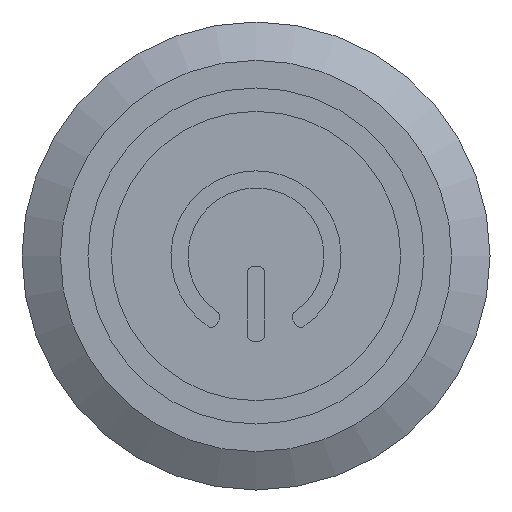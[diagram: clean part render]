
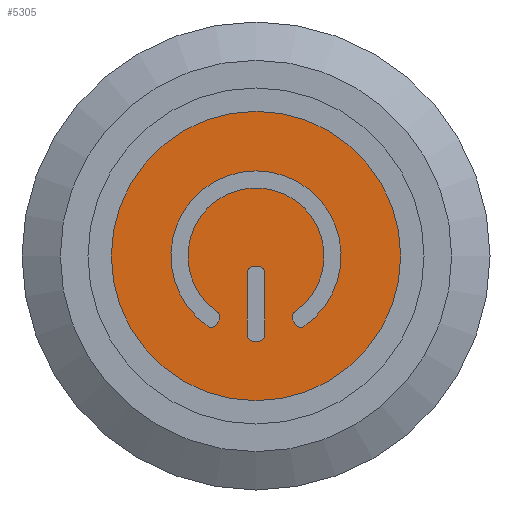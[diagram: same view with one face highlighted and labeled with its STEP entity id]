
A CAD part, left-side view. The second image highlights one B-rep face of the part: STEP entity #5305.
In plain terms, the highlighted face is planar.
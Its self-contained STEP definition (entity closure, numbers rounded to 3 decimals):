
#124=FACE_BOUND('',#688,.T.);
#125=FACE_BOUND('',#689,.T.);
#172=PLANE('',#5656);
#387=FACE_OUTER_BOUND('',#687,.T.);
#687=EDGE_LOOP('',(#3746));
#688=EDGE_LOOP('',(#3747,#3748,#3749,#3750,#3751,#3752,#3753,#3754));
#689=EDGE_LOOP('',(#3755,#3756,#3757,#3758,#3759,#3760,#3761,#3762));
#1021=LINE('',#7661,#1575);
#1022=LINE('',#7669,#1576);
#1023=LINE('',#7675,#1577);
#1024=LINE('',#7679,#1578);
#1025=LINE('',#7683,#1579);
#1026=LINE('',#7686,#1580);
#1575=VECTOR('',#6214,10.);
#1576=VECTOR('',#6221,10.);
#1577=VECTOR('',#6226,10.);
#1578=VECTOR('',#6229,10.);
#1579=VECTOR('',#6232,10.);
#1580=VECTOR('',#6235,10.);
#2131=CIRCLE('',#5657,6.8);
#2132=CIRCLE('',#5658,4.);
#2133=CIRCLE('',#5659,0.28);
#2134=CIRCLE('',#5660,0.28);
#2135=CIRCLE('',#5661,3.2);
#2136=CIRCLE('',#5662,0.28);
#2137=CIRCLE('',#5663,0.28);
#2138=CIRCLE('',#5664,0.28);
#2139=CIRCLE('',#5665,0.28);
#2140=CIRCLE('',#5666,0.28);
#2141=CIRCLE('',#5667,0.28);
#2327=VERTEX_POINT('',#7653);
#2328=VERTEX_POINT('',#7655);
#2329=VERTEX_POINT('',#7656);
#2330=VERTEX_POINT('',#7658);
#2331=VERTEX_POINT('',#7660);
#2332=VERTEX_POINT('',#7662);
#2333=VERTEX_POINT('',#7664);
#2334=VERTEX_POINT('',#7666);
#2335=VERTEX_POINT('',#7668);
#2336=VERTEX_POINT('',#7671);
#2337=VERTEX_POINT('',#7672);
#2338=VERTEX_POINT('',#7674);
#2339=VERTEX_POINT('',#7676);
#2340=VERTEX_POINT('',#7678);
#2341=VERTEX_POINT('',#7680);
#2342=VERTEX_POINT('',#7682);
#2343=VERTEX_POINT('',#7684);
#2880=EDGE_CURVE('',#2327,#2327,#2131,.T.);
#2881=EDGE_CURVE('',#2328,#2329,#2132,.T.);
#2882=EDGE_CURVE('',#2329,#2330,#2133,.T.);
#2883=EDGE_CURVE('',#2330,#2331,#1021,.T.);
#2884=EDGE_CURVE('',#2331,#2332,#2134,.T.);
#2885=EDGE_CURVE('',#2332,#2333,#2135,.T.);
#2886=EDGE_CURVE('',#2333,#2334,#2136,.T.);
#2887=EDGE_CURVE('',#2334,#2335,#1022,.T.);
#2888=EDGE_CURVE('',#2335,#2328,#2137,.T.);
#2889=EDGE_CURVE('',#2336,#2337,#2138,.T.);
#2890=EDGE_CURVE('',#2337,#2338,#1023,.T.);
#2891=EDGE_CURVE('',#2338,#2339,#2139,.T.);
#2892=EDGE_CURVE('',#2339,#2340,#1024,.T.);
#2893=EDGE_CURVE('',#2340,#2341,#2140,.T.);
#2894=EDGE_CURVE('',#2341,#2342,#1025,.T.);
#2895=EDGE_CURVE('',#2342,#2343,#2141,.T.);
#2896=EDGE_CURVE('',#2343,#2336,#1026,.T.);
#3746=ORIENTED_EDGE('',*,*,#2880,.F.);
#3747=ORIENTED_EDGE('',*,*,#2881,.T.);
#3748=ORIENTED_EDGE('',*,*,#2882,.T.);
#3749=ORIENTED_EDGE('',*,*,#2883,.T.);
#3750=ORIENTED_EDGE('',*,*,#2884,.T.);
#3751=ORIENTED_EDGE('',*,*,#2885,.T.);
#3752=ORIENTED_EDGE('',*,*,#2886,.T.);
#3753=ORIENTED_EDGE('',*,*,#2887,.T.);
#3754=ORIENTED_EDGE('',*,*,#2888,.T.);
#3755=ORIENTED_EDGE('',*,*,#2889,.T.);
#3756=ORIENTED_EDGE('',*,*,#2890,.T.);
#3757=ORIENTED_EDGE('',*,*,#2891,.T.);
#3758=ORIENTED_EDGE('',*,*,#2892,.T.);
#3759=ORIENTED_EDGE('',*,*,#2893,.T.);
#3760=ORIENTED_EDGE('',*,*,#2894,.T.);
#3761=ORIENTED_EDGE('',*,*,#2895,.T.);
#3762=ORIENTED_EDGE('',*,*,#2896,.T.);
#5305=ADVANCED_FACE('',(#387,#124,#125),#172,.F.);
#5656=AXIS2_PLACEMENT_3D('',#7652,#6206,#6207);
#5657=AXIS2_PLACEMENT_3D('',#7654,#6208,#6209);
#5658=AXIS2_PLACEMENT_3D('',#7657,#6210,#6211);
#5659=AXIS2_PLACEMENT_3D('',#7659,#6212,#6213);
#5660=AXIS2_PLACEMENT_3D('',#7663,#6215,#6216);
#5661=AXIS2_PLACEMENT_3D('',#7665,#6217,#6218);
#5662=AXIS2_PLACEMENT_3D('',#7667,#6219,#6220);
#5663=AXIS2_PLACEMENT_3D('',#7670,#6222,#6223);
#5664=AXIS2_PLACEMENT_3D('',#7673,#6224,#6225);
#5665=AXIS2_PLACEMENT_3D('',#7677,#6227,#6228);
#5666=AXIS2_PLACEMENT_3D('',#7681,#6230,#6231);
#5667=AXIS2_PLACEMENT_3D('',#7685,#6233,#6234);
#6206=DIRECTION('center_axis',(1.,0.,0.));
#6207=DIRECTION('ref_axis',(0.,0.,-1.));
#6208=DIRECTION('center_axis',(1.,0.,0.));
#6209=DIRECTION('ref_axis',(0.,0.,-1.));
#6210=DIRECTION('center_axis',(1.,0.,0.));
#6211=DIRECTION('ref_axis',(0.,-0.564,-0.826));
#6212=DIRECTION('center_axis',(1.,0.,0.));
#6213=DIRECTION('ref_axis',(0.,0.866,-0.5));
#6214=DIRECTION('',(0.,0.5,0.866));
#6215=DIRECTION('center_axis',(1.,0.,0.));
#6216=DIRECTION('ref_axis',(0.,0.568,0.823));
#6217=DIRECTION('center_axis',(-1.,0.,0.));
#6218=DIRECTION('ref_axis',(0.,0.568,0.823));
#6219=DIRECTION('center_axis',(1.,0.,0.));
#6220=DIRECTION('ref_axis',(0.,-0.866,-0.5));
#6221=DIRECTION('',(0.,0.5,-0.866));
#6222=DIRECTION('center_axis',(1.,0.,0.));
#6223=DIRECTION('ref_axis',(0.,0.564,-0.826));
#6224=DIRECTION('center_axis',(1.,0.,0.));
#6225=DIRECTION('ref_axis',(0.,0.,-1.));
#6226=DIRECTION('',(0.,1.,0.));
#6227=DIRECTION('center_axis',(1.,0.,0.));
#6228=DIRECTION('ref_axis',(0.,1.,0.));
#6229=DIRECTION('',(0.,0.,1.));
#6230=DIRECTION('center_axis',(1.,0.,0.));
#6231=DIRECTION('ref_axis',(0.,0.,1.));
#6232=DIRECTION('',(0.,-1.,0.));
#6233=DIRECTION('center_axis',(1.,0.,0.));
#6234=DIRECTION('ref_axis',(0.,-1.,0.));
#6235=DIRECTION('',(0.,0.,-1.));
#7652=CARTESIAN_POINT('Origin',(-1.8,0.,0.));
#7653=CARTESIAN_POINT('',(-1.8,-6.8,0.));
#7654=CARTESIAN_POINT('Origin',(-1.8,0.,0.));
#7655=CARTESIAN_POINT('',(-1.8,2.255,-3.304));
#7656=CARTESIAN_POINT('',(-1.8,-2.255,-3.304));
#7657=CARTESIAN_POINT('Origin',(-1.8,0.,0.));
#7658=CARTESIAN_POINT('',(-1.8,-1.855,-3.212));
#7659=CARTESIAN_POINT('Origin',(-1.8,-2.097,-3.072));
#7660=CARTESIAN_POINT('',(-1.8,-1.734,-3.004));
#7661=CARTESIAN_POINT('',(-1.8,-0.867,-1.502));
#7662=CARTESIAN_POINT('',(-1.8,-1.818,-2.634));
#7663=CARTESIAN_POINT('Origin',(-1.8,-1.977,-2.864));
#7664=CARTESIAN_POINT('',(-1.8,1.818,-2.634));
#7665=CARTESIAN_POINT('Origin',(-1.8,0.,0.));
#7666=CARTESIAN_POINT('',(-1.8,1.734,-3.004));
#7667=CARTESIAN_POINT('Origin',(-1.8,1.977,-2.864));
#7668=CARTESIAN_POINT('',(-1.8,1.855,-3.212));
#7669=CARTESIAN_POINT('',(-1.8,0.927,-1.606));
#7670=CARTESIAN_POINT('Origin',(-1.8,2.097,-3.072));
#7671=CARTESIAN_POINT('',(-1.8,-0.4,-3.72));
#7672=CARTESIAN_POINT('',(-1.8,-0.12,-4.));
#7673=CARTESIAN_POINT('Origin',(-1.8,-0.12,-3.72));
#7674=CARTESIAN_POINT('',(-1.8,0.12,-4.));
#7675=CARTESIAN_POINT('',(-1.8,0.06,-4.));
#7676=CARTESIAN_POINT('',(-1.8,0.4,-3.72));
#7677=CARTESIAN_POINT('Origin',(-1.8,0.12,-3.72));
#7678=CARTESIAN_POINT('',(-1.8,0.4,-0.78));
#7679=CARTESIAN_POINT('',(-1.8,0.4,-0.39));
#7680=CARTESIAN_POINT('',(-1.8,0.12,-0.5));
#7681=CARTESIAN_POINT('Origin',(-1.8,0.12,-0.78));
#7682=CARTESIAN_POINT('',(-1.8,-0.12,-0.5));
#7683=CARTESIAN_POINT('',(-1.8,-0.06,-0.5));
#7684=CARTESIAN_POINT('',(-1.8,-0.4,-0.78));
#7685=CARTESIAN_POINT('Origin',(-1.8,-0.12,-0.78));
#7686=CARTESIAN_POINT('',(-1.8,-0.4,-1.86));
